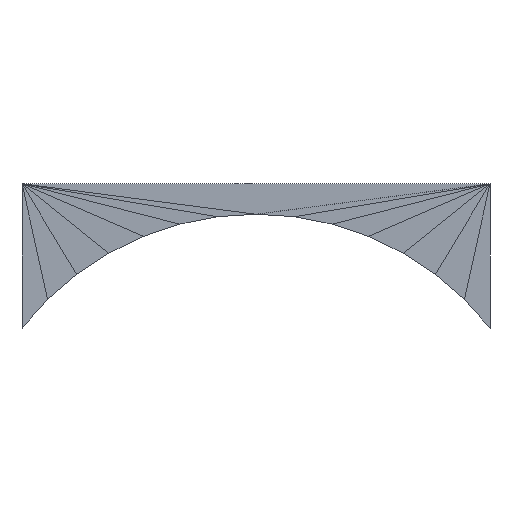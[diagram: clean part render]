
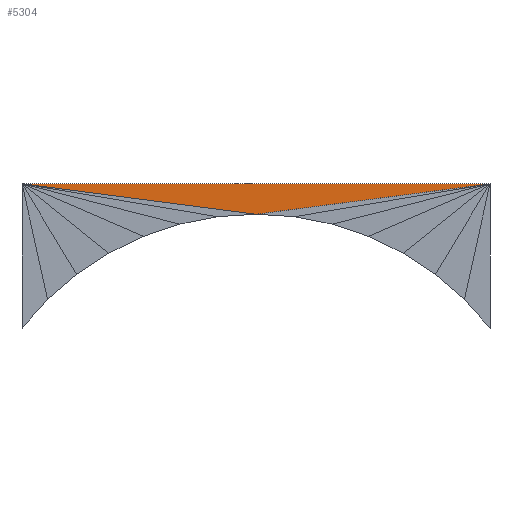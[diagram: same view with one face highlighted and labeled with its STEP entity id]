
A CAD part, front view. The second image highlights one B-rep face of the part: STEP entity #5304.
In plain terms, the highlighted planar face has unit normal (0, -1, 0).
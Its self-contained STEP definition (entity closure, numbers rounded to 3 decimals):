
#22=FACE_OUTER_BOUND('',#502,.T.);
#502=EDGE_LOOP('',(#3398,#3399,#3400));
#988=LINE('',#7983,#1708);
#990=LINE('',#7987,#1710);
#991=LINE('',#7988,#1711);
#1708=VECTOR('',#6300,10.);
#1710=VECTOR('',#6304,10.);
#1711=VECTOR('',#6305,10.);
#2415=VERTEX_POINT('',#7955);
#2423=VERTEX_POINT('',#7982);
#2424=VERTEX_POINT('',#7986);
#2670=EDGE_CURVE('',#2415,#2423,#988,.T.);
#2672=EDGE_CURVE('',#2423,#2424,#990,.T.);
#2673=EDGE_CURVE('',#2415,#2424,#991,.T.);
#3398=ORIENTED_EDGE('',*,*,#2672,.T.);
#3399=ORIENTED_EDGE('',*,*,#2673,.F.);
#3400=ORIENTED_EDGE('',*,*,#2670,.T.);
#4824=PLANE('',#5798);
#5304=ADVANCED_FACE('',(#22),#4824,.T.);
#5798=AXIS2_PLACEMENT_3D('',#7985,#6302,#6303);
#6300=DIRECTION('',(0.992,0.,-0.129));
#6302=DIRECTION('center_axis',(0.,-1.,0.));
#6303=DIRECTION('ref_axis',(0.,0.,-1.));
#6304=DIRECTION('',(0.992,0.,0.129));
#6305=DIRECTION('',(1.,0.,0.));
#7955=CARTESIAN_POINT('',(-50.,0.,70.));
#7982=CARTESIAN_POINT('',(0.,0.,63.5));
#7983=CARTESIAN_POINT('',(-50.,0.,70.));
#7985=CARTESIAN_POINT('Origin',(-50.,0.,70.));
#7986=CARTESIAN_POINT('',(50.,0.,70.));
#7987=CARTESIAN_POINT('',(0.,0.,63.5));
#7988=CARTESIAN_POINT('',(-50.,0.,70.));
